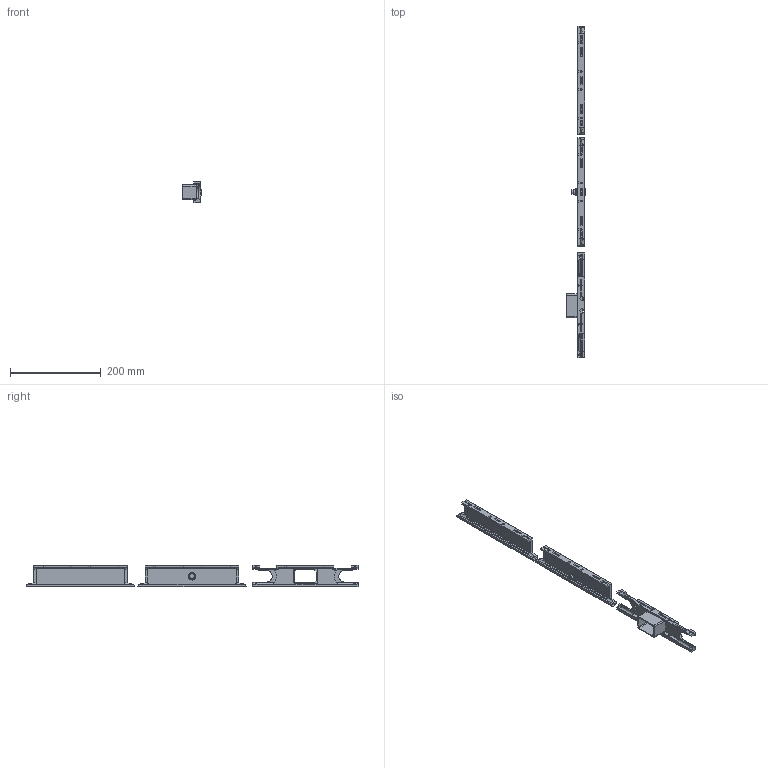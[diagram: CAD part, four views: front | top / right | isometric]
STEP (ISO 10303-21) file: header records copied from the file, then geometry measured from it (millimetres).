
FILE_DESCRIPTION(/* description */ (''),/* implementation_level */ '2;1');
FILE_NAME(/* name */ 'SlottedSkirts_Micron+.step',/* time_stamp */ '2022-08-12T22:04:46-07:00',/* author */ (''),/* organization */ (''),/* preprocessor_version */ 'ST-DEVELOPER v19',/* originating_system */ 'Autodesk Translation Framework v11.7.0.108',/* authorisation */ '');
FILE_SCHEMA (('AUTOMOTIVE_DESIGN { 1 0 10303 214 3 1 1 }'));
Length unit declared in the file: millimetre
Products named in the file (10): SlottedSkirts; RearSkirt; Component11; Component10; SideSkirtPowerButton; Component9; Metal LED Illuminated Latching 16mm Power Push Button ON-OFF Switch 1
2V; Metal LED Illuminated Latching 16mm Power Push Button ON-OFF Switch 1
2V (1); SideSkirt; Component8
Assembly tree (9 placements, depth 4):
  SlottedSkirts
    RearSkirt
      Component11
      Component10
    SideSkirtPowerButton
      Component9
      Metal LED Illuminated Latching 16mm Power Push Button ON-OFF Switch 1
2V
        Metal LED Illuminated Latching 16mm Power Push Button ON-OFF Switch 1
2V (1)
    SideSkirt
      Component8
Bounding box: 41.5 x 731.89 x 48 mm (x, y, z)
Volume: 167759.5 mm3; surface area: 134869.3 mm2
Topology: 8 solids, 8 shells, 1378 faces, 3755 edges, 2351 vertices
Faces by surface type: plane 835, cylinder 320, cone 203, bspline 12, torus 6, sphere 2
Full cylindrical faces by diameter (mm): 4.5 x8, 6 x4, 9.954 x1, 10.65 x1, 10.8 x1, 10.866 x1, 11.5 x1, 11.8 x1, 12 x1, 14.3 x1, 15.8 x16, 16 x1, 16.7 x1, 17.8 x1
Entity records: 48625 total; most frequent: CARTESIAN_POINT 12969, ORIENTED_EDGE 7524, DIRECTION 7271, EDGE_CURVE 3762, LINE 2735, VECTOR 2735, VERTEX_POINT 2359, AXIS2_PLACEMENT_3D 2268
